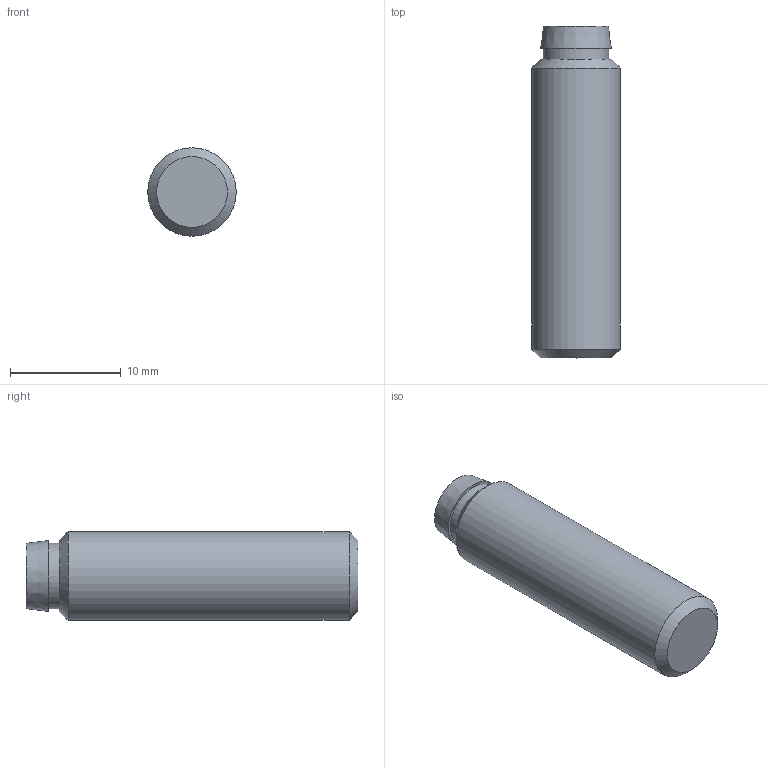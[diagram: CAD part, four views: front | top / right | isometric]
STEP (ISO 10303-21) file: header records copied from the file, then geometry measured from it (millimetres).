
FILE_DESCRIPTION(('HOOPS Exchange Step'),'2;1');
FILE_NAME('Capteur.step','2018-12-28T16:48:33+00:00',('SYSTEM'),('Unknown organisation'),'HOOPS Exchange 10.0','HOOPS Exchange','Unknown authorisation');
FILE_SCHEMA( ('AUTOMOTIVE_DESIGN { 1 0 10303 214 1 1 1 1 }') );
Length unit declared in the file: millimetre
Products named in the file (2): Défaut; Capteur
Assembly tree (1 placements, depth 2):
  Capteur
    Défaut
Bounding box: 8 x 30 x 8 mm (x, y, z)
Volume: 1428.9 mm3; surface area: 816.2 mm2
Topology: 1 solids, 1 shells, 9 faces, 15 edges, 10 vertices
Faces by surface type: plane 4, cone 3, cylinder 2
Full cylindrical faces by diameter (mm): 5.9 x1, 8 x1
Entity records: 266 total; most frequent: DIRECTION 49, CARTESIAN_POINT 37, ORIENTED_EDGE 30, AXIS2_PLACEMENT_3D 22, EDGE_CURVE 15, EDGE_LOOP 11, FACE_BOUND 11, VERTEX_POINT 10
